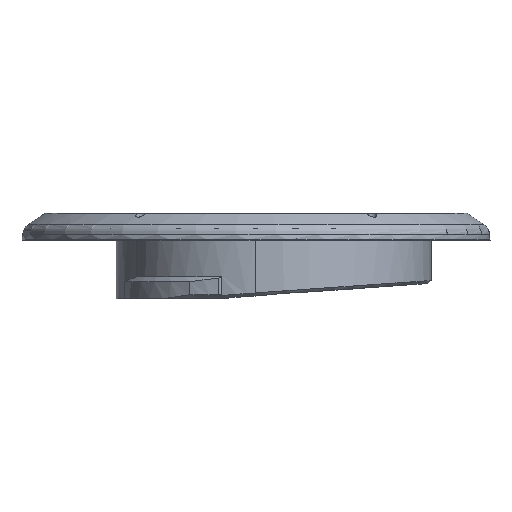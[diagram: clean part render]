
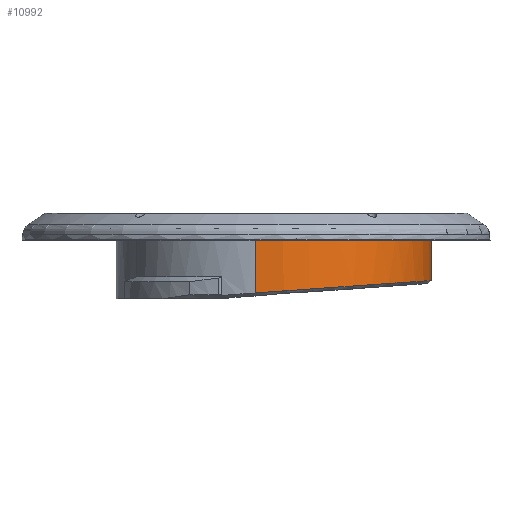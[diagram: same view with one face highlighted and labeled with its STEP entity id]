
A CAD part, front view. The second image highlights one B-rep face of the part: STEP entity #10992.
In plain terms, the highlighted cylindrical face has radius 54.579 mm (diameter 109.158 mm), a partial arc.
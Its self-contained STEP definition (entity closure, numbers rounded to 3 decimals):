
#678=B_SPLINE_CURVE_WITH_KNOTS('',3,(#24147,#24148,#24149,#24150,#24151,
#24152,#24153,#24154,#24155,#24156,#24157,#24158,#24159,#24160,#24161,#24162,
#24163,#24164,#24165,#24166),.UNSPECIFIED.,.F.,.F.,(4,2,2,2,2,2,2,2,2,4),
(-9.28,-8.742,-7.67,-6.598,
-5.525,-4.453,-3.34,-2.227,
-1.113,-0.567),.UNSPECIFIED.);
#1438=FACE_OUTER_BOUND('',#1994,.T.);
#1994=EDGE_LOOP('',(#9892,#9893,#9894,#9895));
#2538=CIRCLE('',#11883,54.579);
#3185=LINE('',#26799,#3863);
#3186=LINE('',#26801,#3864);
#3863=VECTOR('',#14138,10.);
#3864=VECTOR('',#14141,10.);
#4865=VERTEX_POINT('',#24114);
#4866=VERTEX_POINT('',#24146);
#4921=VERTEX_POINT('',#25845);
#4980=VERTEX_POINT('',#26644);
#6465=EDGE_CURVE('',#4866,#4865,#678,.T.);
#6632=EDGE_CURVE('',#4921,#4980,#2538,.T.);
#6646=EDGE_CURVE('',#4866,#4980,#3185,.T.);
#6647=EDGE_CURVE('',#4865,#4921,#3186,.T.);
#9892=ORIENTED_EDGE('',*,*,#6646,.F.);
#9893=ORIENTED_EDGE('',*,*,#6465,.T.);
#9894=ORIENTED_EDGE('',*,*,#6647,.T.);
#9895=ORIENTED_EDGE('',*,*,#6632,.T.);
#10561=CYLINDRICAL_SURFACE('',#11893,54.579);
#10992=ADVANCED_FACE('',(#1438),#10561,.T.);
#11883=AXIS2_PLACEMENT_3D('',#26673,#14114,#14115);
#11893=AXIS2_PLACEMENT_3D('',#26800,#14139,#14140);
#14114=DIRECTION('center_axis',(0.,0.,-1.));
#14115=DIRECTION('ref_axis',(-0.087,-0.996,0.));
#14138=DIRECTION('',(0.,0.,1.));
#14139=DIRECTION('center_axis',(0.,0.,1.));
#14140=DIRECTION('ref_axis',(-0.087,-0.996,0.));
#14141=DIRECTION('',(0.,0.,1.));
#24114=CARTESIAN_POINT('',(59.224,0.055,56.212));
#24146=CARTESIAN_POINT('',(-0.095,-54.318,52.));
#24147=CARTESIAN_POINT('Ctrl Pts',(-0.095,-54.318,
52.));
#24148=CARTESIAN_POINT('Ctrl Pts',(1.744,-54.478,52.135));
#24149=CARTESIAN_POINT('Ctrl Pts',(3.569,-54.543,52.268));
#24150=CARTESIAN_POINT('Ctrl Pts',(8.922,-54.473,52.658));
#24151=CARTESIAN_POINT('Ctrl Pts',(12.599,-54.07,52.924));
#24152=CARTESIAN_POINT('Ctrl Pts',(19.887,-52.485,53.447));
#24153=CARTESIAN_POINT('Ctrl Pts',(23.499,-51.303,53.704));
#24154=CARTESIAN_POINT('Ctrl Pts',(30.393,-48.217,54.193));
#24155=CARTESIAN_POINT('Ctrl Pts',(33.681,-46.31,54.424));
#24156=CARTESIAN_POINT('Ctrl Pts',(39.722,-41.926,54.848));
#24157=CARTESIAN_POINT('Ctrl Pts',(42.474,-39.449,55.04));
#24158=CARTESIAN_POINT('Ctrl Pts',(47.39,-34.084,55.382));
#24159=CARTESIAN_POINT('Ctrl Pts',(49.691,-31.005,55.541));
#24160=CARTESIAN_POINT('Ctrl Pts',(53.624,-24.337,55.814));
#24161=CARTESIAN_POINT('Ctrl Pts',(55.256,-20.747,55.928));
#24162=CARTESIAN_POINT('Ctrl Pts',(57.708,-13.307,56.1));
#24163=CARTESIAN_POINT('Ctrl Pts',(58.53,-9.45,56.158));
#24164=CARTESIAN_POINT('Ctrl Pts',(59.128,-3.706,56.203));
#24165=CARTESIAN_POINT('Ctrl Pts',(59.224,-1.816,56.211));
#24166=CARTESIAN_POINT('Ctrl Pts',(59.224,0.055,
56.212));
#25845=CARTESIAN_POINT('',(59.224,0.055,73.653));
#26644=CARTESIAN_POINT('',(-0.095,-54.318,73.653));
#26673=CARTESIAN_POINT('Origin',(4.645,0.055,73.653));
#26799=CARTESIAN_POINT('',(-0.095,-54.318,71.653));
#26800=CARTESIAN_POINT('Origin',(4.645,0.055,71.43));
#26801=CARTESIAN_POINT('',(59.224,0.055,78.));
